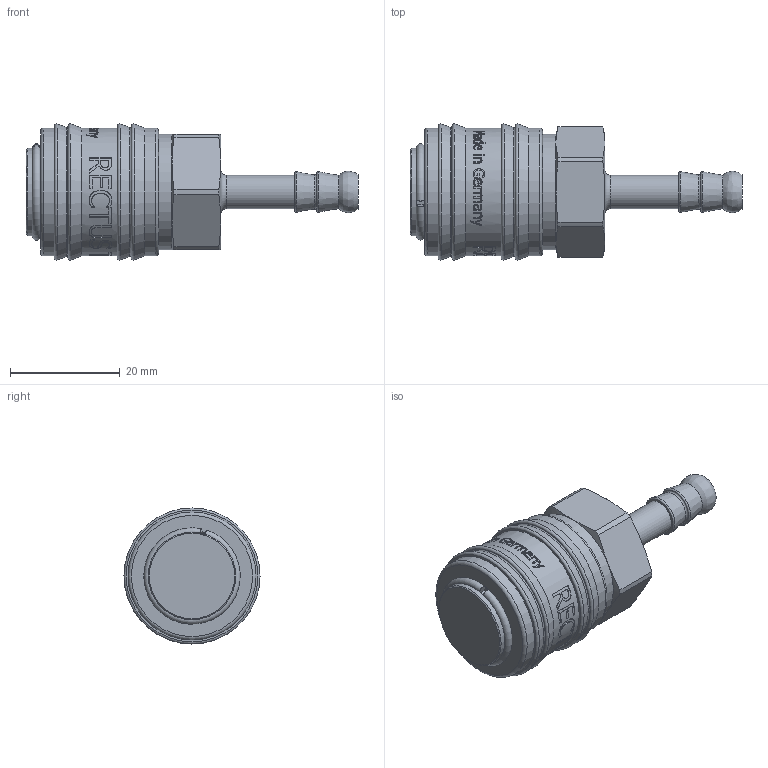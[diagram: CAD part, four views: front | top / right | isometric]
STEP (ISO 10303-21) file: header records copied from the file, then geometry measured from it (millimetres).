
FILE_DESCRIPTION(/* description */ (''),/* implementation_level */ '2;1');
FILE_NAME(/* name */ '14katf06mpn.stp',/* time_stamp */ '2021-06-14T14:57:55+02:00',/* author */ ('IA176480'),/* organization */ (''),/* preprocessor_version */ 'ST-DEVELOPER v17.2',/* originating_system */ 'Autodesk Inventor 2019',/* authorisation */ '');
FILE_SCHEMA (('CONFIG_CONTROL_DESIGN'));
Products named in the file (1): 14KATF06MPN
Bounding box: 60.5 x 24.8 x 24.8 mm (x, y, z)
Volume: 12775.2 mm3; surface area: 8251.1 mm2
Topology: 2 solids, 4 shells, 504 faces, 1387 edges, 934 vertices
Faces by surface type: plane 212, bspline 197, cylinder 58, cone 23, torus 14
Full cylindrical faces by diameter (mm): 6.1 x1, 13.65 x1, 14.45 x1, 14.95 x1, 15.95 x2, 16.1 x1, 16.65 x1, 17 x1, 18 x1, 21 x1, 21.1 x1, 23.299 x2, 23.3 x1
Entity records: 67018 total; most frequent: CARTESIAN_POINT 55066, ORIENTED_EDGE 2774, DIRECTION 1692, EDGE_CURVE 1387, VERTEX_POINT 934, AXIS2_PLACEMENT_3D 583, B_SPLINE_CURVE_WITH_KNOTS 562, EDGE_LOOP 553
